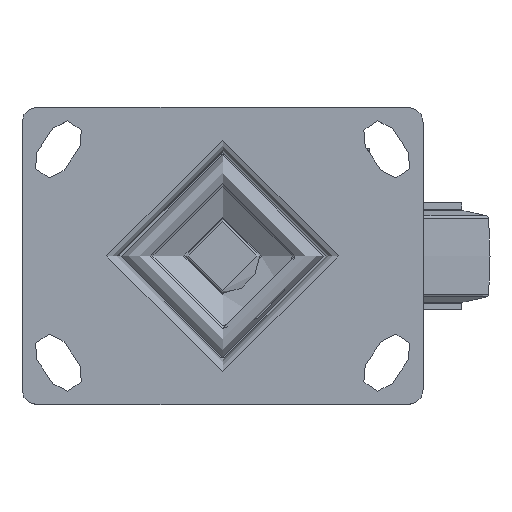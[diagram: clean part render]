
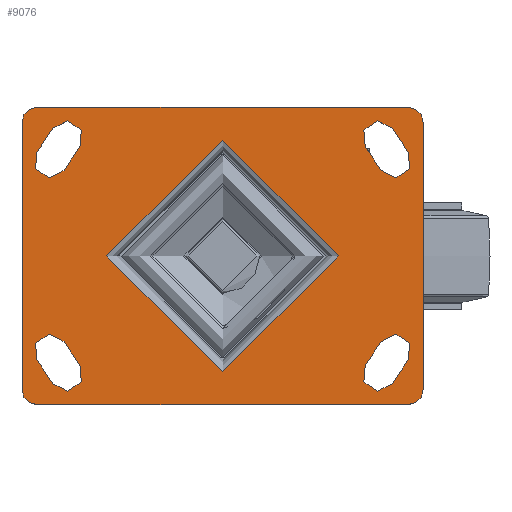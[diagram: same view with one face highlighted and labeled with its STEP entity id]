
A CAD part, top view. The second image highlights one B-rep face of the part: STEP entity #9076.
In plain terms, the highlighted planar face has unit normal (0, 0, 1).
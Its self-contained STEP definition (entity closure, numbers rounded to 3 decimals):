
#561=FACE_BOUND('',#3074,.T.);
#562=FACE_BOUND('',#3075,.T.);
#563=FACE_BOUND('',#3076,.T.);
#564=FACE_BOUND('',#3077,.T.);
#565=FACE_BOUND('',#3078,.T.);
#628=PLANE('',#9929);
#1032=LINE('',#13902,#1737);
#1034=LINE('',#13905,#1739);
#1036=LINE('',#13908,#1741);
#1038=LINE('',#13911,#1743);
#1040=LINE('',#13914,#1745);
#1042=LINE('',#13917,#1747);
#1044=LINE('',#13920,#1749);
#1046=LINE('',#13923,#1751);
#1047=LINE('',#13925,#1752);
#1049=LINE('',#13928,#1754);
#1050=LINE('',#13929,#1755);
#1051=LINE('',#13930,#1756);
#1737=VECTOR('',#11185,1000.);
#1739=VECTOR('',#11189,1000.);
#1741=VECTOR('',#11193,1000.);
#1743=VECTOR('',#11197,1000.);
#1745=VECTOR('',#11201,1000.);
#1747=VECTOR('',#11205,1000.);
#1749=VECTOR('',#11209,1000.);
#1751=VECTOR('',#11213,1000.);
#1752=VECTOR('',#11216,1000.);
#1754=VECTOR('',#11220,1000.);
#1755=VECTOR('',#11221,1000.);
#1756=VECTOR('',#11222,1000.);
#2529=FACE_OUTER_BOUND('',#3073,.T.);
#3073=EDGE_LOOP('',(#6566,#6567,#6568,#6569,#6570,#6571,#6572,#6573));
#3074=EDGE_LOOP('',(#6574,#6575,#6576,#6577));
#3075=EDGE_LOOP('',(#6578,#6579,#6580,#6581));
#3076=EDGE_LOOP('',(#6582,#6583,#6584,#6585));
#3077=EDGE_LOOP('',(#6586,#6587,#6588,#6589));
#3078=EDGE_LOOP('',(#6590));
#3649=CIRCLE('',#9748,39.);
#3762=CIRCLE('',#9885,5.);
#3764=CIRCLE('',#9888,5.);
#3766=CIRCLE('',#9891,5.);
#3768=CIRCLE('',#9894,5.);
#3771=CIRCLE('',#9898,5.5);
#3772=CIRCLE('',#9900,5.5);
#3775=CIRCLE('',#9904,5.5);
#3776=CIRCLE('',#9906,5.5);
#3779=CIRCLE('',#9910,5.5);
#3780=CIRCLE('',#9912,5.5);
#3783=CIRCLE('',#9916,5.5);
#3784=CIRCLE('',#9918,5.5);
#4046=VERTEX_POINT('',#13435);
#4213=VERTEX_POINT('',#13793);
#4214=VERTEX_POINT('',#13794);
#4217=VERTEX_POINT('',#13802);
#4218=VERTEX_POINT('',#13803);
#4221=VERTEX_POINT('',#13811);
#4222=VERTEX_POINT('',#13812);
#4225=VERTEX_POINT('',#13820);
#4226=VERTEX_POINT('',#13821);
#4231=VERTEX_POINT('',#13832);
#4232=VERTEX_POINT('',#13834);
#4233=VERTEX_POINT('',#13838);
#4234=VERTEX_POINT('',#13839);
#4239=VERTEX_POINT('',#13850);
#4240=VERTEX_POINT('',#13852);
#4241=VERTEX_POINT('',#13856);
#4242=VERTEX_POINT('',#13857);
#4247=VERTEX_POINT('',#13868);
#4248=VERTEX_POINT('',#13870);
#4249=VERTEX_POINT('',#13874);
#4250=VERTEX_POINT('',#13875);
#4255=VERTEX_POINT('',#13886);
#4256=VERTEX_POINT('',#13888);
#4257=VERTEX_POINT('',#13892);
#4258=VERTEX_POINT('',#13893);
#4910=EDGE_CURVE('',#4046,#4046,#3649,.T.);
#5089=EDGE_CURVE('',#4213,#4214,#3762,.T.);
#5093=EDGE_CURVE('',#4217,#4218,#3764,.T.);
#5097=EDGE_CURVE('',#4221,#4222,#3766,.T.);
#5101=EDGE_CURVE('',#4225,#4226,#3768,.T.);
#5107=EDGE_CURVE('',#4232,#4231,#3771,.T.);
#5109=EDGE_CURVE('',#4233,#4234,#3772,.T.);
#5115=EDGE_CURVE('',#4240,#4239,#3775,.T.);
#5117=EDGE_CURVE('',#4241,#4242,#3776,.T.);
#5123=EDGE_CURVE('',#4248,#4247,#3779,.T.);
#5125=EDGE_CURVE('',#4249,#4250,#3780,.T.);
#5131=EDGE_CURVE('',#4256,#4255,#3783,.T.);
#5133=EDGE_CURVE('',#4257,#4258,#3784,.T.);
#5138=EDGE_CURVE('',#4255,#4257,#1032,.T.);
#5140=EDGE_CURVE('',#4258,#4256,#1034,.T.);
#5142=EDGE_CURVE('',#4247,#4249,#1036,.T.);
#5144=EDGE_CURVE('',#4250,#4248,#1038,.T.);
#5146=EDGE_CURVE('',#4239,#4241,#1040,.T.);
#5148=EDGE_CURVE('',#4242,#4240,#1042,.T.);
#5150=EDGE_CURVE('',#4231,#4233,#1044,.T.);
#5152=EDGE_CURVE('',#4234,#4232,#1046,.T.);
#5153=EDGE_CURVE('',#4226,#4213,#1047,.T.);
#5155=EDGE_CURVE('',#4222,#4225,#1049,.T.);
#5156=EDGE_CURVE('',#4218,#4221,#1050,.T.);
#5157=EDGE_CURVE('',#4214,#4217,#1051,.T.);
#6566=ORIENTED_EDGE('',*,*,#5101,.F.);
#6567=ORIENTED_EDGE('',*,*,#5155,.F.);
#6568=ORIENTED_EDGE('',*,*,#5097,.F.);
#6569=ORIENTED_EDGE('',*,*,#5156,.F.);
#6570=ORIENTED_EDGE('',*,*,#5093,.F.);
#6571=ORIENTED_EDGE('',*,*,#5157,.F.);
#6572=ORIENTED_EDGE('',*,*,#5089,.F.);
#6573=ORIENTED_EDGE('',*,*,#5153,.F.);
#6574=ORIENTED_EDGE('',*,*,#5131,.T.);
#6575=ORIENTED_EDGE('',*,*,#5138,.T.);
#6576=ORIENTED_EDGE('',*,*,#5133,.T.);
#6577=ORIENTED_EDGE('',*,*,#5140,.T.);
#6578=ORIENTED_EDGE('',*,*,#5123,.T.);
#6579=ORIENTED_EDGE('',*,*,#5142,.T.);
#6580=ORIENTED_EDGE('',*,*,#5125,.T.);
#6581=ORIENTED_EDGE('',*,*,#5144,.T.);
#6582=ORIENTED_EDGE('',*,*,#5115,.T.);
#6583=ORIENTED_EDGE('',*,*,#5146,.T.);
#6584=ORIENTED_EDGE('',*,*,#5117,.T.);
#6585=ORIENTED_EDGE('',*,*,#5148,.T.);
#6586=ORIENTED_EDGE('',*,*,#5107,.T.);
#6587=ORIENTED_EDGE('',*,*,#5150,.T.);
#6588=ORIENTED_EDGE('',*,*,#5109,.T.);
#6589=ORIENTED_EDGE('',*,*,#5152,.T.);
#6590=ORIENTED_EDGE('',*,*,#4910,.F.);
#9076=ADVANCED_FACE('',(#2529,#561,#562,#563,#564,#565),#628,.T.);
#9748=AXIS2_PLACEMENT_3D('',#13436,#10760,#10761);
#9885=AXIS2_PLACEMENT_3D('',#13795,#11088,#11089);
#9888=AXIS2_PLACEMENT_3D('',#13804,#11096,#11097);
#9891=AXIS2_PLACEMENT_3D('',#13813,#11104,#11105);
#9894=AXIS2_PLACEMENT_3D('',#13822,#11112,#11113);
#9898=AXIS2_PLACEMENT_3D('',#13835,#11123,#11124);
#9900=AXIS2_PLACEMENT_3D('',#13840,#11128,#11129);
#9904=AXIS2_PLACEMENT_3D('',#13853,#11139,#11140);
#9906=AXIS2_PLACEMENT_3D('',#13858,#11144,#11145);
#9910=AXIS2_PLACEMENT_3D('',#13871,#11155,#11156);
#9912=AXIS2_PLACEMENT_3D('',#13876,#11160,#11161);
#9916=AXIS2_PLACEMENT_3D('',#13889,#11171,#11172);
#9918=AXIS2_PLACEMENT_3D('',#13894,#11176,#11177);
#9929=AXIS2_PLACEMENT_3D('',#13927,#11218,#11219);
#10760=DIRECTION('center_axis',(0.,0.,1.));
#10761=DIRECTION('ref_axis',(0.,-1.,0.));
#11088=DIRECTION('center_axis',(0.,0.,-1.));
#11089=DIRECTION('ref_axis',(0.707,0.707,0.));
#11096=DIRECTION('center_axis',(0.,0.,-1.));
#11097=DIRECTION('ref_axis',(0.707,-0.707,0.));
#11104=DIRECTION('center_axis',(0.,0.,-1.));
#11105=DIRECTION('ref_axis',(-0.707,-0.707,0.));
#11112=DIRECTION('center_axis',(0.,0.,-1.));
#11113=DIRECTION('ref_axis',(-0.707,0.707,0.));
#11123=DIRECTION('center_axis',(0.,0.,-1.));
#11124=DIRECTION('ref_axis',(-1.,0.,0.));
#11128=DIRECTION('center_axis',(0.,0.,-1.));
#11129=DIRECTION('ref_axis',(-1.,0.,0.));
#11139=DIRECTION('center_axis',(0.,0.,-1.));
#11140=DIRECTION('ref_axis',(1.,0.,0.));
#11144=DIRECTION('center_axis',(0.,0.,-1.));
#11145=DIRECTION('ref_axis',(1.,0.,0.));
#11155=DIRECTION('center_axis',(0.,0.,-1.));
#11156=DIRECTION('ref_axis',(1.,0.,0.));
#11160=DIRECTION('center_axis',(0.,0.,-1.));
#11161=DIRECTION('ref_axis',(1.,0.,0.));
#11171=DIRECTION('center_axis',(0.,0.,-1.));
#11172=DIRECTION('ref_axis',(-1.,0.,0.));
#11176=DIRECTION('center_axis',(0.,0.,-1.));
#11177=DIRECTION('ref_axis',(-1.,0.,0.));
#11185=DIRECTION('',(0.555,0.832,0.));
#11189=DIRECTION('',(-0.555,-0.832,0.));
#11193=DIRECTION('',(-0.555,0.832,0.));
#11197=DIRECTION('',(0.555,-0.832,0.));
#11201=DIRECTION('',(-0.555,-0.832,0.));
#11205=DIRECTION('',(0.555,0.832,0.));
#11209=DIRECTION('',(0.555,-0.832,0.));
#11213=DIRECTION('',(-0.555,0.832,0.));
#11216=DIRECTION('',(1.,0.,0.));
#11218=DIRECTION('center_axis',(0.,0.,1.));
#11219=DIRECTION('ref_axis',(1.,0.,0.));
#11220=DIRECTION('',(0.,1.,0.));
#11221=DIRECTION('',(-1.,0.,0.));
#11222=DIRECTION('',(0.,-1.,0.));
#13435=CARTESIAN_POINT('',(39.,0.,0.));
#13436=CARTESIAN_POINT('Origin',(0.,0.,0.));
#13793=CARTESIAN_POINT('',(62.5,50.,0.));
#13794=CARTESIAN_POINT('',(67.5,45.,0.));
#13795=CARTESIAN_POINT('Origin',(62.5,45.,0.));
#13802=CARTESIAN_POINT('',(67.5,-45.,0.));
#13803=CARTESIAN_POINT('',(62.5,-50.,0.));
#13804=CARTESIAN_POINT('Origin',(62.5,-45.,0.));
#13811=CARTESIAN_POINT('',(-62.5,-50.,0.));
#13812=CARTESIAN_POINT('',(-67.5,-45.,0.));
#13813=CARTESIAN_POINT('Origin',(-62.5,-45.,0.));
#13820=CARTESIAN_POINT('',(-67.5,45.,0.));
#13821=CARTESIAN_POINT('',(-62.5,50.,0.));
#13822=CARTESIAN_POINT('Origin',(-62.5,45.,0.));
#13832=CARTESIAN_POINT('',(57.15,42.938,0.));
#13834=CARTESIAN_POINT('',(48.,36.838,0.));
#13835=CARTESIAN_POINT('Origin',(52.5,40.,0.));
#13838=CARTESIAN_POINT('',(62.5,34.912,0.));
#13839=CARTESIAN_POINT('',(53.35,28.812,0.));
#13840=CARTESIAN_POINT('Origin',(58.,31.75,0.));
#13850=CARTESIAN_POINT('',(-48.,36.838,0.));
#13852=CARTESIAN_POINT('',(-57.15,42.938,0.));
#13853=CARTESIAN_POINT('Origin',(-52.5,40.,0.));
#13856=CARTESIAN_POINT('',(-53.35,28.812,0.));
#13857=CARTESIAN_POINT('',(-62.5,34.912,0.));
#13858=CARTESIAN_POINT('Origin',(-58.,31.75,0.));
#13868=CARTESIAN_POINT('',(-57.15,-42.938,0.));
#13870=CARTESIAN_POINT('',(-48.,-36.838,0.));
#13871=CARTESIAN_POINT('Origin',(-52.5,-40.,0.));
#13874=CARTESIAN_POINT('',(-62.5,-34.912,0.));
#13875=CARTESIAN_POINT('',(-53.35,-28.812,0.));
#13876=CARTESIAN_POINT('Origin',(-58.,-31.75,0.));
#13886=CARTESIAN_POINT('',(48.,-36.838,0.));
#13888=CARTESIAN_POINT('',(57.15,-42.938,0.));
#13889=CARTESIAN_POINT('Origin',(52.5,-40.,0.));
#13892=CARTESIAN_POINT('',(53.35,-28.812,0.));
#13893=CARTESIAN_POINT('',(62.5,-34.912,0.));
#13894=CARTESIAN_POINT('Origin',(58.,-31.75,0.));
#13902=CARTESIAN_POINT('',(50.454,-33.157,0.));
#13905=CARTESIAN_POINT('',(59.604,-39.257,0.));
#13908=CARTESIAN_POINT('',(-59.604,-39.257,0.));
#13911=CARTESIAN_POINT('',(-50.454,-33.157,0.));
#13914=CARTESIAN_POINT('',(-50.454,33.157,0.));
#13917=CARTESIAN_POINT('',(-59.604,39.257,0.));
#13920=CARTESIAN_POINT('',(59.604,39.257,0.));
#13923=CARTESIAN_POINT('',(50.454,33.157,0.));
#13925=CARTESIAN_POINT('',(0.,50.,0.));
#13927=CARTESIAN_POINT('Origin',(0.,0.,0.));
#13928=CARTESIAN_POINT('',(-67.5,0.,0.));
#13929=CARTESIAN_POINT('',(0.,-50.,0.));
#13930=CARTESIAN_POINT('',(67.5,0.,0.));
